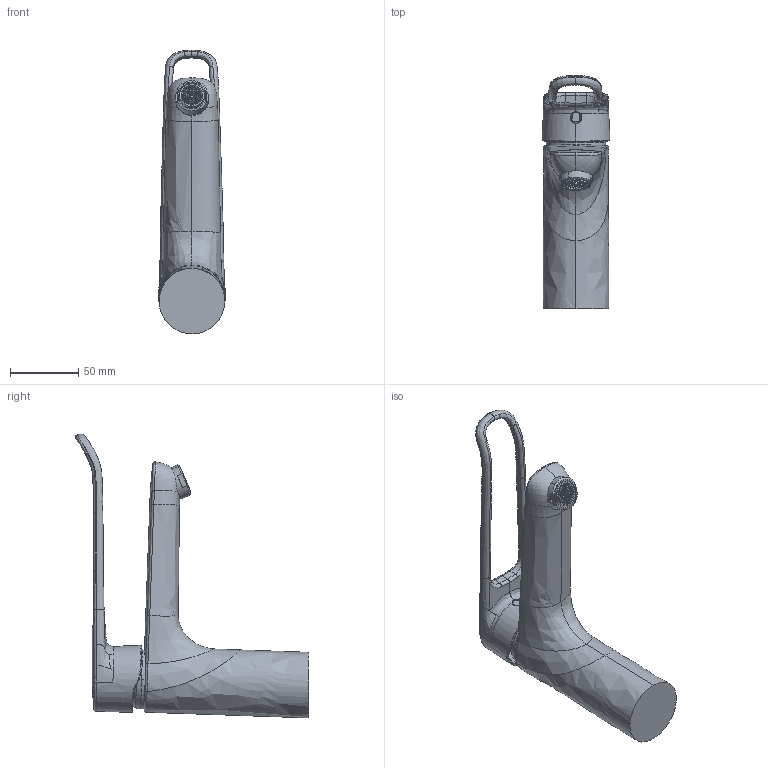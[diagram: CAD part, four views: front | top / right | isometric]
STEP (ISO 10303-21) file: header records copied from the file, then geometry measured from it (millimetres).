
FILE_DESCRIPTION (( 'STEP AP203' ), '1' );
FILE_NAME ('5619B(2022)+45232185(2022).STEP', '2022-06-28T08:26:44', ( '' ), ( '' ), 'SwSTEP 2.0', 'SolidWorks 2016', '' );
FILE_SCHEMA (( 'CONFIG_CONTROL_DESIGN' ));
Length unit declared in the file: millimetre
Products named in the file (1): 5619B(2022)+45232185(2022)
Bounding box: 49.75 x 171.18 x 208.5 mm (x, y, z)
Volume: 388763.6 mm3; surface area: 69170.6 mm2
Topology: 7 solids, 7 shells, 926 faces, 2679 edges, 1672 vertices
Faces by surface type: bspline 390, plane 283, cylinder 215, cone 34, sphere 2, torus 2
Entity records: 65796 total; most frequent: CARTESIAN_POINT 43884, ORIENTED_EDGE 5342, DIRECTION 3563, EDGE_CURVE 2671, VERTEX_POINT 1672, AXIS2_PLACEMENT_3D 1258, VECTOR 1047, LINE 1047
